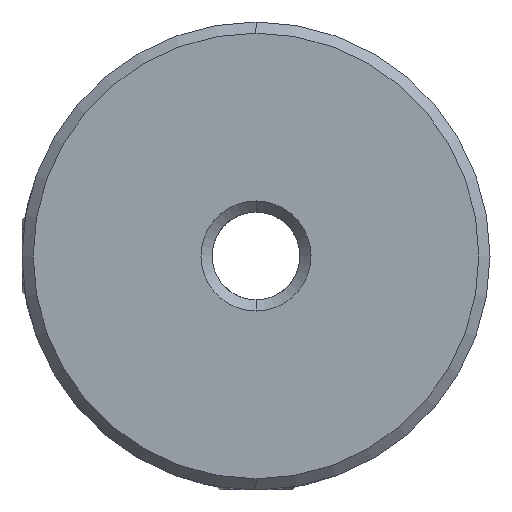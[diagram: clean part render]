
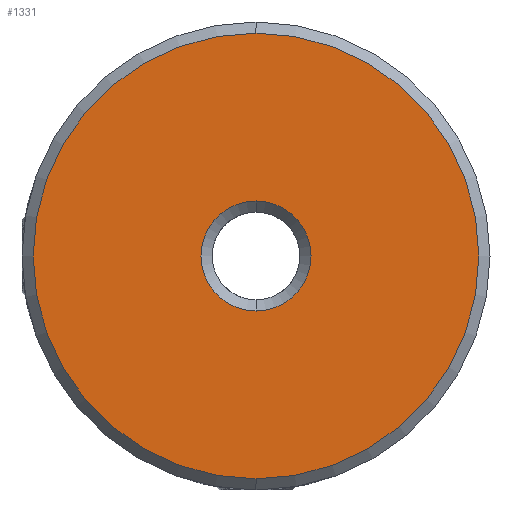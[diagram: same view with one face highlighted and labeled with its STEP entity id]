
A CAD part, left-side view. The second image highlights one B-rep face of the part: STEP entity #1331.
In plain terms, the highlighted planar face has unit normal (-1, 0, 0).
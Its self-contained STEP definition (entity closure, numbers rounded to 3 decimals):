
#326 = CIRCLE ( 'NONE', #540, 1.881 ) ;
#344 = CIRCLE ( 'NONE', #543, 7.619 ) ;
#448 = CARTESIAN_POINT ( 'NONE',  ( -12., 0., 0. ) ) ;
#450 = DIRECTION ( 'NONE',  ( 1., 0., 0. ) ) ;
#451 = DIRECTION ( 'NONE',  ( 0., 0., -1. ) ) ;
#494 = CARTESIAN_POINT ( 'NONE',  ( -12., 0., 0. ) ) ;
#495 = DIRECTION ( 'NONE',  ( -1., 0., 0. ) ) ;
#496 = DIRECTION ( 'NONE',  ( 0., 0., -1. ) ) ;
#540 = AXIS2_PLACEMENT_3D ( 'NONE', #448, #450, #451 ) ;
#543 = AXIS2_PLACEMENT_3D ( 'NONE', #494, #495, #496 ) ;
#556 = AXIS2_PLACEMENT_3D ( 'NONE', #895, #902, #903 ) ;
#557 = AXIS2_PLACEMENT_3D ( 'NONE', #898, #905, #906 ) ;
#803 = CIRCLE ( 'NONE', #556, 7.619 ) ;
#804 = CIRCLE ( 'NONE', #557, 1.881 ) ;
#895 = CARTESIAN_POINT ( 'NONE',  ( -12., 0., 0. ) ) ;
#898 = CARTESIAN_POINT ( 'NONE',  ( -12., 0., 0. ) ) ;
#902 = DIRECTION ( 'NONE',  ( -1., 0., 0. ) ) ;
#903 = DIRECTION ( 'NONE',  ( 0., 0., -1. ) ) ;
#905 = DIRECTION ( 'NONE',  ( 1., 0., 0. ) ) ;
#906 = DIRECTION ( 'NONE',  ( 0., 0., -1. ) ) ;
#1298 = VERTEX_POINT ( 'NONE', #2562 ) ;
#1299 = VERTEX_POINT ( 'NONE', #2563 ) ;
#1300 = VERTEX_POINT ( 'NONE', #2564 ) ;
#1301 = VERTEX_POINT ( 'NONE', #2565 ) ;
#1331 = ADVANCED_FACE ( 'NONE', ( #2701, #2699 ), #2789, .F. ) ;
#1505 = EDGE_CURVE ( 'NONE', #1299, #1298, #326, .T. ) ;
#1519 = EDGE_CURVE ( 'NONE', #1300, #1301, #344, .T. ) ;
#1579 = EDGE_CURVE ( 'NONE', #1301, #1300, #803, .T. ) ;
#1580 = EDGE_CURVE ( 'NONE', #1298, #1299, #804, .T. ) ;
#1615 = AXIS2_PLACEMENT_3D ( 'NONE', #2792, #2800, #2801 ) ;
#1710 = EDGE_LOOP ( 'NONE', ( #1942, #1943 ) ) ;
#1717 = EDGE_LOOP ( 'NONE', ( #1944, #1945 ) ) ;
#1942 = ORIENTED_EDGE ( 'NONE', *, *, #1579, .T. ) ;
#1943 = ORIENTED_EDGE ( 'NONE', *, *, #1519, .T. ) ;
#1944 = ORIENTED_EDGE ( 'NONE', *, *, #1505, .T. ) ;
#1945 = ORIENTED_EDGE ( 'NONE', *, *, #1580, .T. ) ;
#2562 = CARTESIAN_POINT ( 'NONE',  ( -12., 0., -1.881 ) ) ;
#2563 = CARTESIAN_POINT ( 'NONE',  ( -12., 0., 1.881 ) ) ;
#2564 = CARTESIAN_POINT ( 'NONE',  ( -12., 0., 7.619 ) ) ;
#2565 = CARTESIAN_POINT ( 'NONE',  ( -12., 0., -7.619 ) ) ;
#2699 = FACE_BOUND ( 'NONE', #1717, .T. ) ;
#2701 = FACE_OUTER_BOUND ( 'NONE', #1710, .T. ) ;
#2789 = PLANE ( 'NONE',  #1615 ) ;
#2792 = CARTESIAN_POINT ( 'NONE',  ( -12., 0., 0. ) ) ;
#2800 = DIRECTION ( 'NONE',  ( 1., 0., 0. ) ) ;
#2801 = DIRECTION ( 'NONE',  ( 0., 0., -1. ) ) ;
